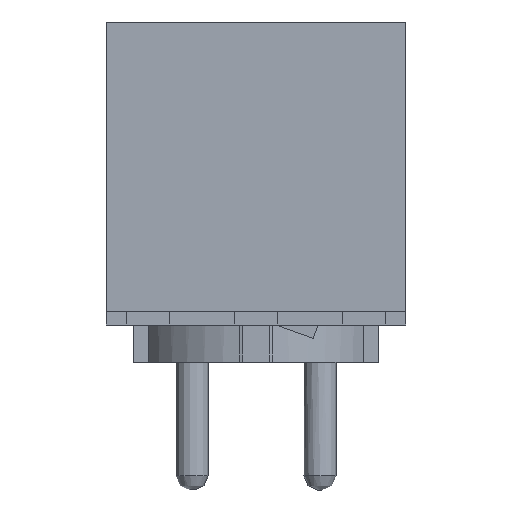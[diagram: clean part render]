
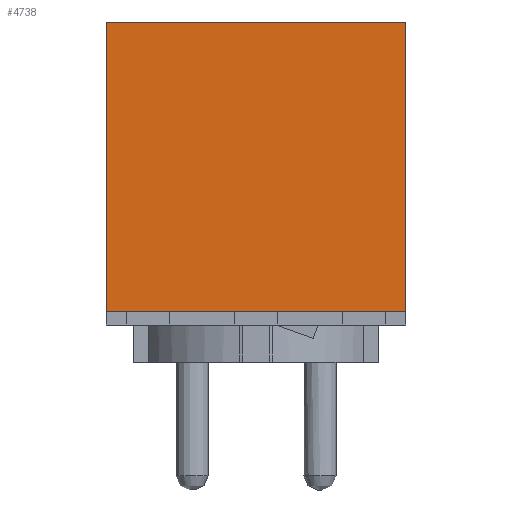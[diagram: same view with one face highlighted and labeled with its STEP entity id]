
A CAD part, left-side view. The second image highlights one B-rep face of the part: STEP entity #4738.
In plain terms, the highlighted planar face has unit normal (-1, 0, 0).
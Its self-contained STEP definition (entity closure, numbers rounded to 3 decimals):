
#10 = VERTEX_POINT ( 'NONE', #4059 ) ;
#207 = ORIENTED_EDGE ( 'NONE', *, *, #11760, .T. ) ;
#633 = VERTEX_POINT ( 'NONE', #6904 ) ;
#1172 = VECTOR ( 'NONE', #6203, 1000. ) ;
#1510 = LINE ( 'NONE', #11749, #1172 ) ;
#1669 = VECTOR ( 'NONE', #13221, 1000. ) ;
#1816 = DIRECTION ( 'NONE',  ( 1., 0., 0. ) ) ;
#1892 = VECTOR ( 'NONE', #10583, 1000. ) ;
#2183 = VECTOR ( 'NONE', #11653, 1000. ) ;
#2555 = AXIS2_PLACEMENT_3D ( 'NONE', #8249, #1816, #9414 ) ;
#2798 = VERTEX_POINT ( 'NONE', #9468 ) ;
#4059 = CARTESIAN_POINT ( 'NONE',  ( -221., 22.225, 2. ) ) ;
#4198 = LINE ( 'NONE', #5515, #1669 ) ;
#4619 = VERTEX_POINT ( 'NONE', #8097 ) ;
#4738 = ADVANCED_FACE ( 'NONE', ( #13932 ), #6098, .F. ) ;
#5052 = CARTESIAN_POINT ( 'NONE',  ( -221., 22.225, 45. ) ) ;
#5086 = CARTESIAN_POINT ( 'NONE',  ( -221., 22.225, 45. ) ) ;
#5515 = CARTESIAN_POINT ( 'NONE',  ( -221., 22.225, 2. ) ) ;
#5872 = ORIENTED_EDGE ( 'NONE', *, *, #12047, .F. ) ;
#6098 = PLANE ( 'NONE',  #2555 ) ;
#6203 = DIRECTION ( 'NONE',  ( 0., 0., -1. ) ) ;
#6904 = CARTESIAN_POINT ( 'NONE',  ( -221., -22.225, 2. ) ) ;
#7582 = LINE ( 'NONE', #5086, #1892 ) ;
#8097 = CARTESIAN_POINT ( 'NONE',  ( -221., -22.225, 45. ) ) ;
#8249 = CARTESIAN_POINT ( 'NONE',  ( -221., 22.225, 45. ) ) ;
#8255 = ORIENTED_EDGE ( 'NONE', *, *, #11571, .T. ) ;
#8277 = LINE ( 'NONE', #5052, #2183 ) ;
#9414 = DIRECTION ( 'NONE',  ( 0., 0., -1. ) ) ;
#9468 = CARTESIAN_POINT ( 'NONE',  ( -221., 22.225, 45. ) ) ;
#10583 = DIRECTION ( 'NONE',  ( 0., -1., 0. ) ) ;
#11571 = EDGE_CURVE ( 'NONE', #2798, #10, #8277, .T. ) ;
#11619 = EDGE_CURVE ( 'NONE', #4619, #633, #1510, .T. ) ;
#11653 = DIRECTION ( 'NONE',  ( 0., 0., -1. ) ) ;
#11749 = CARTESIAN_POINT ( 'NONE',  ( -221., -22.225, 45. ) ) ;
#11760 = EDGE_CURVE ( 'NONE', #10, #633, #4198, .T. ) ;
#12047 = EDGE_CURVE ( 'NONE', #2798, #4619, #7582, .T. ) ;
#13221 = DIRECTION ( 'NONE',  ( 0., -1., 0. ) ) ;
#13932 = FACE_OUTER_BOUND ( 'NONE', #13958, .T. ) ;
#13958 = EDGE_LOOP ( 'NONE', ( #207, #14151, #5872, #8255 ) ) ;
#14151 = ORIENTED_EDGE ( 'NONE', *, *, #11619, .F. ) ;
